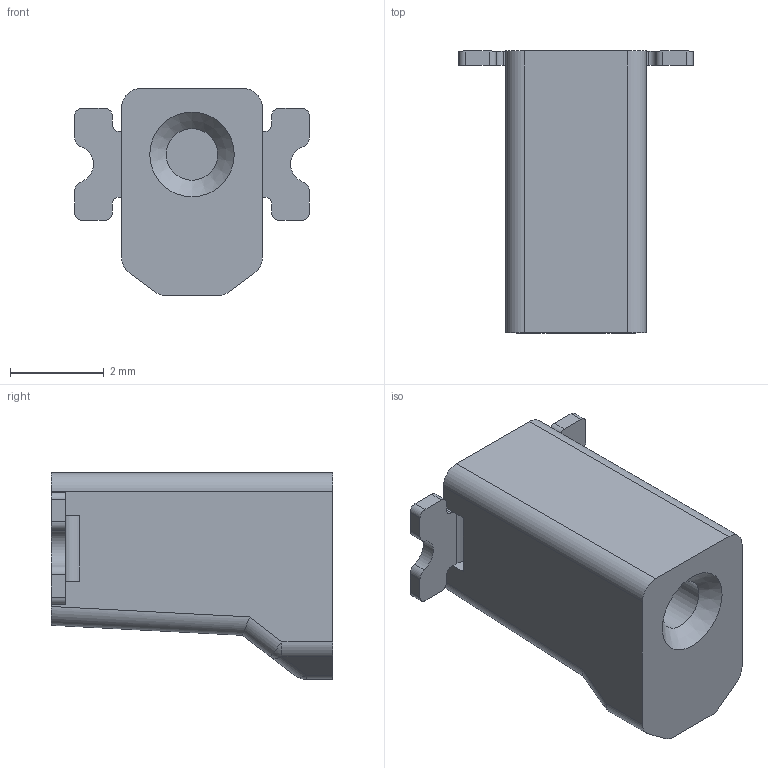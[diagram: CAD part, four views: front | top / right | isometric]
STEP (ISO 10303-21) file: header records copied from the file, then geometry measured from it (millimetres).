
FILE_DESCRIPTION(/* description */ ('Unknown'),/* implementation_level */ '2;1');
FILE_NAME(/* name */ '695401000222',/* time_stamp */ '2019-11-28T09:53:28+01:00',/* author */ ('Unknown'),/* organization */ ('Unknown'),/* preprocessor_version */ 'ST-DEVELOPER v16.7',/* originating_system */ 'DEX',/* authorisation */ $);
FILE_SCHEMA (('AUTOMOTIVE_DESIGN {1 0 10303 214 3 1 1}'));
Length unit declared in the file: millimetre
Products named in the file (4): 695401000222; 695401000222_insulating body; 695401000222_contact; 695401000222_stopper
Assembly tree (4 placements, depth 2):
  695401000222
    695401000222_insulating body
    695401000222_contact  x2
    695401000222_stopper
Bounding box: 5 x 6 x 4.4 mm (x, y, z)
Volume: 54.3 mm3; surface area: 164.9 mm2
Topology: 4 solids, 4 shells, 150 faces, 397 edges, 256 vertices
Faces by surface type: plane 88, cylinder 53, sphere 4, torus 4, cone 1
Full cylindrical faces by diameter (mm): 1.1 x1
Entity records: 3865 total; most frequent: DIRECTION 661, CARTESIAN_POINT 656, ORIENTED_EDGE 640, EDGE_CURVE 320, LINE 237, VECTOR 237, AXIS2_PLACEMENT_3D 212, VERTEX_POINT 207
